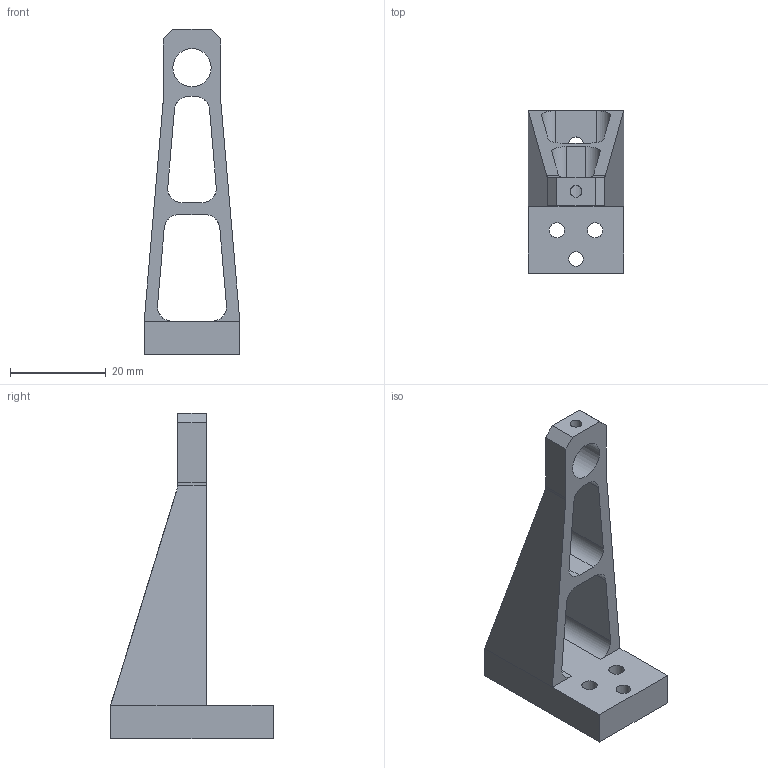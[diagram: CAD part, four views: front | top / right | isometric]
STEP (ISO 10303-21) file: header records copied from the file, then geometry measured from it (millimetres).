
FILE_DESCRIPTION((''),'2;1');
FILE_NAME('7201060.stp','2016-08-25T14:21:19',('miemmola'),(''),'Autodesk Inventor 2012','Autodesk Inventor 2012','');
FILE_SCHEMA(('AUTOMOTIVE_DESIGN { 1 0 10303 214 1 1 1 1 }'));
Length unit declared in the file: millimetre
Products named in the file (1): 7201060
Bounding box: 20 x 34 x 68 mm (x, y, z)
Volume: 8789.8 mm3; surface area: 5952.1 mm2
Topology: 1 solids, 1 shells, 41 faces, 123 edges, 81 vertices
Faces by surface type: plane 23, cylinder 18
Full cylindrical faces by diameter (mm): 2.459 x1, 3 x2, 3.2 x2, 8 x1
Entity records: 1412 total; most frequent: CARTESIAN_POINT 277, DIRECTION 228, ORIENTED_EDGE 224, EDGE_CURVE 112, AXIS2_PLACEMENT_3D 77, VERTEX_POINT 76, VECTOR 74, LINE 74
